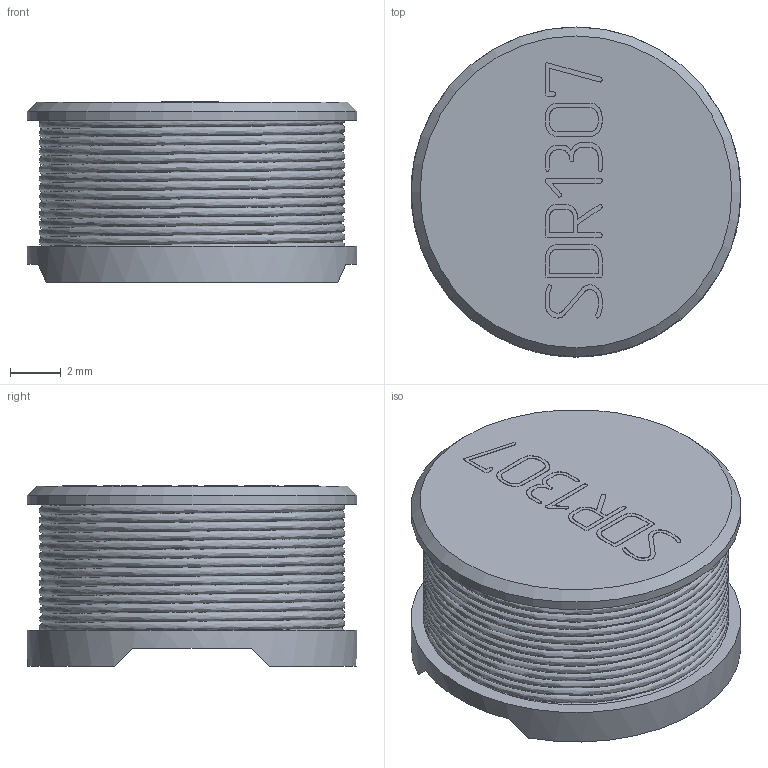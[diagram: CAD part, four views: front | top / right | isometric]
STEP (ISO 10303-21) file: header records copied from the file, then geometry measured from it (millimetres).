
FILE_DESCRIPTION(('STEP AP214'), '1');
FILE_NAME('SDR_inductor', '2019-03-02T22:22:05', ('Che'), (''), 'ASCON STEP Converter 1.3', 'ASCON Math Kernel', '');
FILE_SCHEMA(('AUTOMOTIVE_DESIGN { 1 0 10303 214 3 1 1}'));
Length unit declared in the file: millimetre
Bounding box: 13 x 13 x 7.11 mm (x, y, z)
Volume: 280.8 mm3; surface area: 1166.4 mm2
Topology: 1 solids, 1 shells, 417 faces, 1209 edges, 807 vertices
Faces by surface type: cylinder 222, plane 193, cone 1, bspline 1
Full cylindrical faces by diameter (mm): 13 x2
Entity records: 25321 total; most frequent: CARTESIAN_POINT 10515, DIRECTION 2481, ORIENTED_EDGE 2408, EDGE_CURVE 1204, AXIS2_PLACEMENT_3D 866, VERTEX_POINT 805, LINE 749, VECTOR 749
